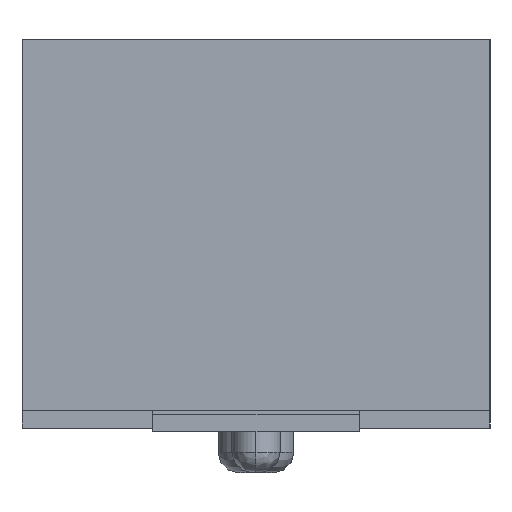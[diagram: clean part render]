
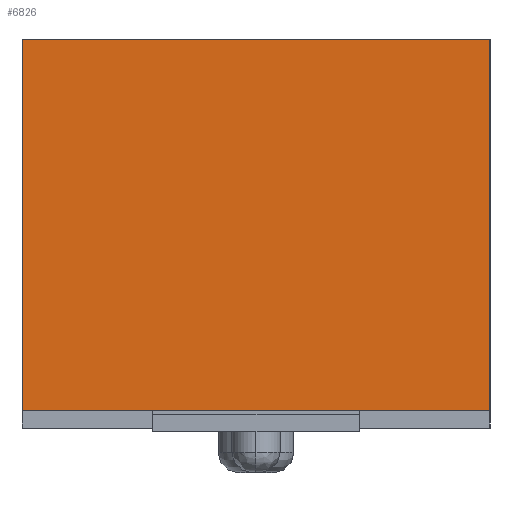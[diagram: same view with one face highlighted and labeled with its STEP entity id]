
A CAD part, left-side view. The second image highlights one B-rep face of the part: STEP entity #6826.
In plain terms, the highlighted planar face has unit normal (-1, 0, 0).
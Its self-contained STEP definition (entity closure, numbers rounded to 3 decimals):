
#227=DIRECTION('',(0.,1.,0.));
#228=VECTOR('',#227,6.8);
#229=CARTESIAN_POINT('',(-13.45,-3.4,0.));
#230=LINE('89144',#229,#228);
#2383=DIRECTION('',(0.,1.,0.));
#2384=VECTOR('',#2383,6.8);
#2385=CARTESIAN_POINT('',(-13.45,-3.4,-5.4));
#2386=LINE('89145',#2385,#2384);
#2973=DIRECTION('',(0.,0.,-1.));
#2974=VECTOR('',#2973,5.4);
#2975=CARTESIAN_POINT('',(-13.45,3.4,0.));
#2976=LINE('32415',#2975,#2974);
#3008=DIRECTION('',(0.,0.,-1.));
#3009=VECTOR('',#3008,5.4);
#3010=CARTESIAN_POINT('',(-13.45,-3.4,0.));
#3011=LINE('32414',#3010,#3009);
#3765=CARTESIAN_POINT('',(-13.45,-3.4,0.));
#3766=CARTESIAN_POINT('',(-13.45,-3.4,-5.4));
#3767=VERTEX_POINT('',#3765);
#3768=VERTEX_POINT('',#3766);
#3769=CARTESIAN_POINT('',(-13.45,3.4,0.));
#3770=CARTESIAN_POINT('',(-13.45,3.4,-5.4));
#3771=VERTEX_POINT('',#3769);
#3772=VERTEX_POINT('',#3770);
#6815=CARTESIAN_POINT('',(-13.45,-3.4,0.));
#6816=DIRECTION('',(1.,0.,0.));
#6817=DIRECTION('',(0.,1.,0.));
#6818=AXIS2_PLACEMENT_3D('',#6815,#6816,#6817);
#6819=PLANE('32412',#6818);
#6820=ORIENTED_EDGE('89144',*,*,#4318,.F.);
#6821=ORIENTED_EDGE('32414',*,*,#6222,.T.);
#6822=ORIENTED_EDGE('89145',*,*,#6247,.T.);
#6823=ORIENTED_EDGE('32415',*,*,#6796,.F.);
#6824=EDGE_LOOP('32412',(#6820,#6821,#6822,#6823));
#6825=FACE_OUTER_BOUND('32412',#6824,.F.);
#4318=EDGE_CURVE('89144',#3767,#3771,#230,.T.);
#6222=EDGE_CURVE('32414',#3767,#3768,#3011,.T.);
#6247=EDGE_CURVE('89145',#3768,#3772,#2386,.T.);
#6796=EDGE_CURVE('32415',#3771,#3772,#2976,.T.);
#6826=ADVANCED_FACE('32412',(#6825),#6819,.F.);
